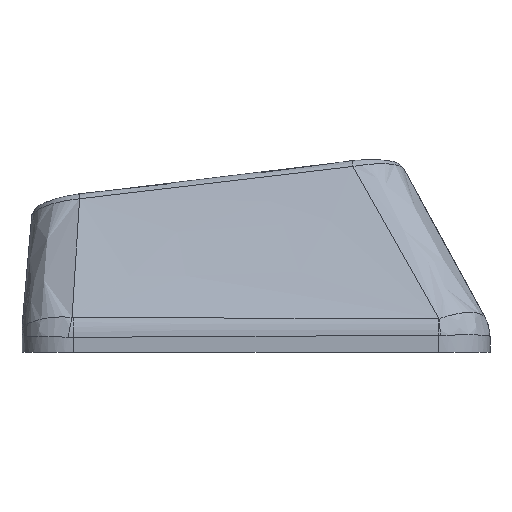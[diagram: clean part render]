
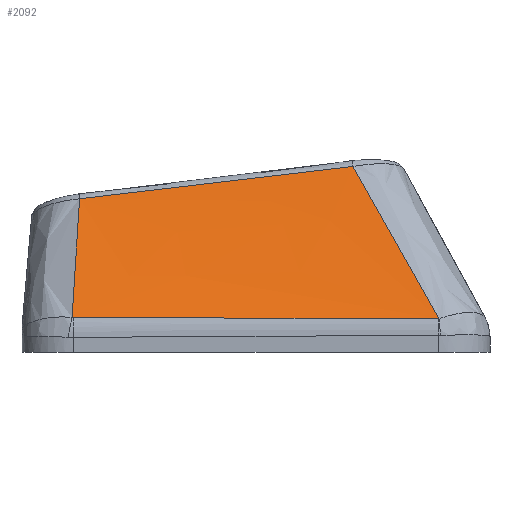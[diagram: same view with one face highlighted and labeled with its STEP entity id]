
A CAD part, left-side view. The second image highlights one B-rep face of the part: STEP entity #2092.
In plain terms, the highlighted free-form (B-spline) face has degree [3, 3] with [4, 4] control points.
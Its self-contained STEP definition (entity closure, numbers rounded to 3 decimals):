
#29=B_SPLINE_SURFACE_WITH_KNOTS('',3,3,((#4869,#4870,#4871,#4872),(#4873,
#4874,#4875,#4876),(#4877,#4878,#4879,#4880),(#4881,#4882,#4883,#4884)),
 .UNSPECIFIED.,.F.,.F.,.F.,(4,4),(4,4),(0.101,0.893),
(0.045,0.954),.UNSPECIFIED.);
#342=FACE_OUTER_BOUND('',#446,.T.);
#446=EDGE_LOOP('',(#1788,#1789,#1790,#1791,#1792,#1793));
#666=B_SPLINE_CURVE_WITH_KNOTS('',3,(#4727,#4728,#4729,#4730),
 .UNSPECIFIED.,.F.,.F.,(4,4),(0.,0.005),.UNSPECIFIED.);
#668=B_SPLINE_CURVE_WITH_KNOTS('',3,(#4754,#4755,#4756,#4757),
 .UNSPECIFIED.,.F.,.F.,(4,4),(0.,1.416),.UNSPECIFIED.);
#670=B_SPLINE_CURVE_WITH_KNOTS('',3,(#4781,#4782,#4783,#4784),
 .UNSPECIFIED.,.F.,.F.,(4,4),(0.,0.002),.UNSPECIFIED.);
#673=B_SPLINE_CURVE_WITH_KNOTS('',3,(#4886,#4887,#4888,#4889),
 .UNSPECIFIED.,.F.,.F.,(4,4),(0.036,0.771),
 .UNSPECIFIED.);
#674=B_SPLINE_CURVE_WITH_KNOTS('',3,(#4891,#4892,#4893,#4894),
 .UNSPECIFIED.,.F.,.F.,(4,4),(-1.068,0.),
 .UNSPECIFIED.);
#675=B_SPLINE_CURVE_WITH_KNOTS('',3,(#4895,#4896,#4897,#4898),
 .UNSPECIFIED.,.F.,.F.,(4,4),(-0.569,-0.031),
 .UNSPECIFIED.);
#931=VERTEX_POINT('',#4695);
#933=VERTEX_POINT('',#4725);
#935=VERTEX_POINT('',#4752);
#937=VERTEX_POINT('',#4779);
#944=VERTEX_POINT('',#4885);
#945=VERTEX_POINT('',#4890);
#1230=EDGE_CURVE('',#933,#931,#666,.T.);
#1233=EDGE_CURVE('',#935,#933,#668,.T.);
#1236=EDGE_CURVE('',#937,#935,#670,.T.);
#1248=EDGE_CURVE('',#944,#937,#673,.T.);
#1249=EDGE_CURVE('',#945,#944,#674,.T.);
#1250=EDGE_CURVE('',#931,#945,#675,.T.);
#1788=ORIENTED_EDGE('',*,*,#1230,.F.);
#1789=ORIENTED_EDGE('',*,*,#1233,.F.);
#1790=ORIENTED_EDGE('',*,*,#1236,.F.);
#1791=ORIENTED_EDGE('',*,*,#1248,.F.);
#1792=ORIENTED_EDGE('',*,*,#1249,.F.);
#1793=ORIENTED_EDGE('',*,*,#1250,.F.);
#2092=ADVANCED_FACE('',(#342),#29,.T.);
#4695=CARTESIAN_POINT('',(-8.864,7.138,0.361));
#4725=CARTESIAN_POINT('',(-8.867,7.086,0.356));
#4727=CARTESIAN_POINT('Ctrl Pts',(-8.867,7.086,0.356));
#4728=CARTESIAN_POINT('Ctrl Pts',(-8.867,7.103,0.356));
#4729=CARTESIAN_POINT('Ctrl Pts',(-8.866,7.121,0.358));
#4730=CARTESIAN_POINT('Ctrl Pts',(-8.864,7.138,0.361));
#4752=CARTESIAN_POINT('',(-8.936,-7.078,0.304));
#4754=CARTESIAN_POINT('Ctrl Pts',(-8.936,-7.078,0.304));
#4755=CARTESIAN_POINT('Ctrl Pts',(-8.919,-2.357,0.32));
#4756=CARTESIAN_POINT('Ctrl Pts',(-8.897,2.364,0.337));
#4757=CARTESIAN_POINT('Ctrl Pts',(-8.867,7.086,0.356));
#4779=CARTESIAN_POINT('',(-8.936,-7.099,0.305));
#4781=CARTESIAN_POINT('Ctrl Pts',(-8.936,-7.099,0.305));
#4782=CARTESIAN_POINT('Ctrl Pts',(-8.936,-7.092,0.305));
#4783=CARTESIAN_POINT('Ctrl Pts',(-8.936,-7.085,0.304));
#4784=CARTESIAN_POINT('Ctrl Pts',(-8.936,-7.078,0.304));
#4869=CARTESIAN_POINT('Ctrl Pts',(-6.11,-4.134,6.257));
#4870=CARTESIAN_POINT('Ctrl Pts',(-7.052,-5.122,4.273));
#4871=CARTESIAN_POINT('Ctrl Pts',(-7.994,-6.111,2.289));
#4872=CARTESIAN_POINT('Ctrl Pts',(-8.936,-7.099,0.304));
#4873=CARTESIAN_POINT('Ctrl Pts',(-6.11,-0.376,
5.822));
#4874=CARTESIAN_POINT('Ctrl Pts',(-7.052,-1.035,3.976));
#4875=CARTESIAN_POINT('Ctrl Pts',(-7.994,-1.694,2.13));
#4876=CARTESIAN_POINT('Ctrl Pts',(-8.936,-2.353,0.283));
#4877=CARTESIAN_POINT('Ctrl Pts',(-6.11,3.382,5.387));
#4878=CARTESIAN_POINT('Ctrl Pts',(-7.052,3.052,3.679));
#4879=CARTESIAN_POINT('Ctrl Pts',(-7.994,2.722,1.97));
#4880=CARTESIAN_POINT('Ctrl Pts',(-8.936,2.392,0.262));
#4881=CARTESIAN_POINT('Ctrl Pts',(-6.11,7.14,4.953));
#4882=CARTESIAN_POINT('Ctrl Pts',(-7.052,7.14,3.382));
#4883=CARTESIAN_POINT('Ctrl Pts',(-7.994,7.139,1.811));
#4884=CARTESIAN_POINT('Ctrl Pts',(-8.936,7.138,0.241));
#4885=CARTESIAN_POINT('',(-6.11,-3.758,6.214));
#4886=CARTESIAN_POINT('Ctrl Pts',(-6.11,-3.758,6.214));
#4887=CARTESIAN_POINT('Ctrl Pts',(-7.058,-4.877,4.249));
#4888=CARTESIAN_POINT('Ctrl Pts',(-7.999,-5.99,2.278));
#4889=CARTESIAN_POINT('Ctrl Pts',(-8.936,-7.099,0.305));
#4890=CARTESIAN_POINT('',(-6.125,6.845,4.961));
#4891=CARTESIAN_POINT('Ctrl Pts',(-6.125,6.845,4.961));
#4892=CARTESIAN_POINT('Ctrl Pts',(-6.12,3.31,5.375));
#4893=CARTESIAN_POINT('Ctrl Pts',(-6.115,-0.224,
5.793));
#4894=CARTESIAN_POINT('Ctrl Pts',(-6.11,-3.758,6.214));
#4895=CARTESIAN_POINT('Ctrl Pts',(-8.864,7.138,0.361));
#4896=CARTESIAN_POINT('Ctrl Pts',(-7.946,7.034,1.892));
#4897=CARTESIAN_POINT('Ctrl Pts',(-7.032,6.935,3.425));
#4898=CARTESIAN_POINT('Ctrl Pts',(-6.125,6.845,4.961));
